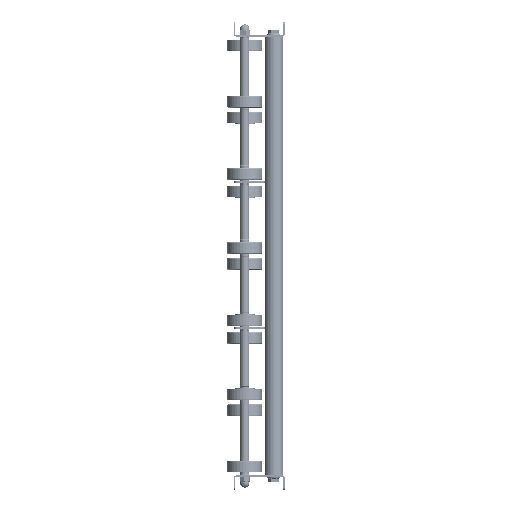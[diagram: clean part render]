
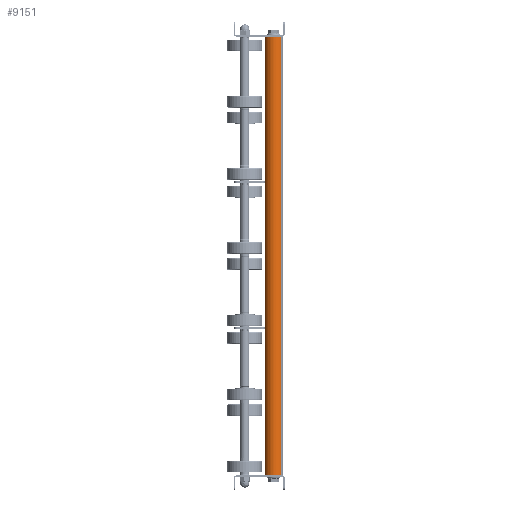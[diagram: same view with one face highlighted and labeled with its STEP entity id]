
A CAD part, left-side view. The second image highlights one B-rep face of the part: STEP entity #9151.
In plain terms, the highlighted cylindrical face has radius 12.5 mm (diameter 25 mm), a partial arc.
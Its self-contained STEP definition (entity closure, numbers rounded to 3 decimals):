
#709 = LINE ( 'NONE', #14117, #16410 ) ;
#1400 = AXIS2_PLACEMENT_3D ( 'NONE', #18753, #18865, #18528 ) ;
#1445 = CARTESIAN_POINT ( 'NONE',  ( 1., 0., -12.5 ) ) ;
#2065 = VECTOR ( 'NONE', #3280, 1000. ) ;
#2889 = EDGE_CURVE ( 'NONE', #12831, #20346, #709, .T. ) ;
#3280 = DIRECTION ( 'NONE',  ( -1., 0., 0. ) ) ;
#3622 = CARTESIAN_POINT ( 'NONE',  ( 600., 0., 0. ) ) ;
#3966 = ORIENTED_EDGE ( 'NONE', *, *, #8344, .T. ) ;
#4710 = EDGE_LOOP ( 'NONE', ( #15117, #3966, #12591, #6413 ) ) ;
#5379 = DIRECTION ( 'NONE',  ( -1., 0., 0. ) ) ;
#5777 = DIRECTION ( 'NONE',  ( -1., 0., 0. ) ) ;
#6334 = VERTEX_POINT ( 'NONE', #1445 ) ;
#6413 = ORIENTED_EDGE ( 'NONE', *, *, #8659, .T. ) ;
#6675 = EDGE_CURVE ( 'NONE', #9549, #6334, #16449, .T. ) ;
#7037 = AXIS2_PLACEMENT_3D ( 'NONE', #3622, #5379, #10330 ) ;
#7371 = CIRCLE ( 'NONE', #13336, 12.5 ) ;
#8344 = EDGE_CURVE ( 'NONE', #9549, #12831, #7371, .T. ) ;
#8659 = EDGE_CURVE ( 'NONE', #20346, #6334, #11578, .T. ) ;
#9151 = ADVANCED_FACE ( 'NONE', ( #18608 ), #12092, .T. ) ;
#9170 = DIRECTION ( 'NONE',  ( -1., 0., 0. ) ) ;
#9549 = VERTEX_POINT ( 'NONE', #11835 ) ;
#10330 = DIRECTION ( 'NONE',  ( 0., 0., 1. ) ) ;
#11578 = CIRCLE ( 'NONE', #1400, 12.5 ) ;
#11835 = CARTESIAN_POINT ( 'NONE',  ( 599., 0., -12.5 ) ) ;
#12092 = CYLINDRICAL_SURFACE ( 'NONE', #7037, 12.5 ) ;
#12591 = ORIENTED_EDGE ( 'NONE', *, *, #2889, .T. ) ;
#12798 = CARTESIAN_POINT ( 'NONE',  ( 599., 0., 0. ) ) ;
#12831 = VERTEX_POINT ( 'NONE', #13931 ) ;
#13336 = AXIS2_PLACEMENT_3D ( 'NONE', #12798, #9170, #19335 ) ;
#13931 = CARTESIAN_POINT ( 'NONE',  ( 599., 0., 12.5 ) ) ;
#14117 = CARTESIAN_POINT ( 'NONE',  ( 600., 0., 12.5 ) ) ;
#14844 = CARTESIAN_POINT ( 'NONE',  ( 1., 0., 12.5 ) ) ;
#15117 = ORIENTED_EDGE ( 'NONE', *, *, #6675, .F. ) ;
#16410 = VECTOR ( 'NONE', #5777, 1000. ) ;
#16449 = LINE ( 'NONE', #16550, #2065 ) ;
#16550 = CARTESIAN_POINT ( 'NONE',  ( 600., 0., -12.5 ) ) ;
#18528 = DIRECTION ( 'NONE',  ( 0., 0., -1. ) ) ;
#18608 = FACE_OUTER_BOUND ( 'NONE', #4710, .T. ) ;
#18753 = CARTESIAN_POINT ( 'NONE',  ( 1., 0., 0. ) ) ;
#18865 = DIRECTION ( 'NONE',  ( 1., 0., 0. ) ) ;
#19335 = DIRECTION ( 'NONE',  ( 0., 0., -1. ) ) ;
#20346 = VERTEX_POINT ( 'NONE', #14844 ) ;
